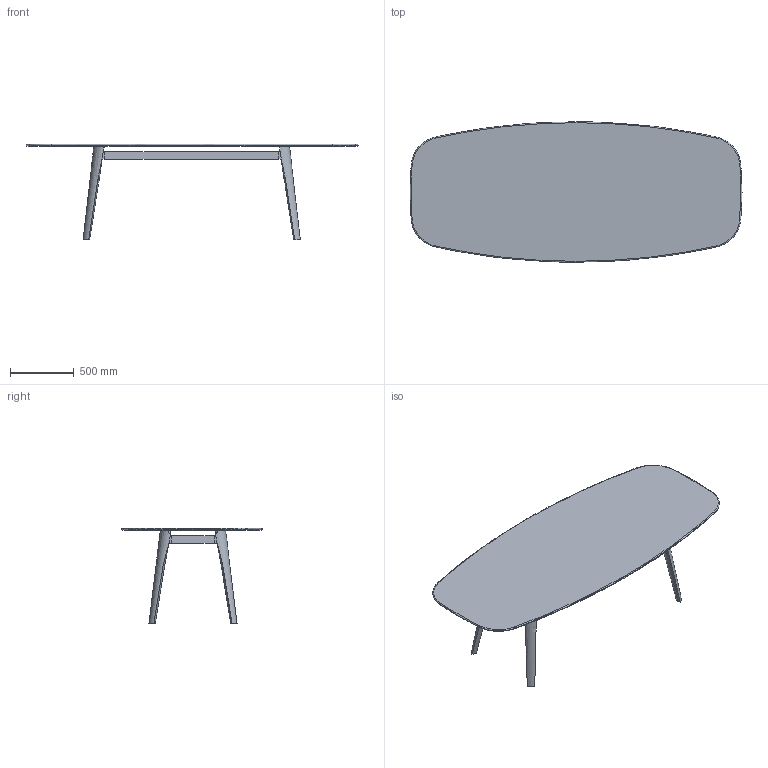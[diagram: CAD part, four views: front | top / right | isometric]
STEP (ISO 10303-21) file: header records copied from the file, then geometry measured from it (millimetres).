
FILE_DESCRIPTION(/* description */ (''),/* implementation_level */ '2;1');
FILE_NAME(/* name */ 'MAGMA_~1',/* time_stamp */ '2018-10-08T11:00:46+02:00',/* author */ (''),/* organization */ (''),/* preprocessor_version */ 'ST-DEVELOPER v16.5',/* originating_system */ '',/* authorisation */ '');
FILE_SCHEMA (('CONFIG_CONTROL_DESIGN'));
Length unit declared in the file: millimetre
Products named in the file (1): Document
Bounding box: 2600 x 1099.71 x 750 mm (x, y, z)
Volume: 56281718.6 mm3; surface area: 6487997.2 mm2
Topology: 9 solids, 9 shells, 206 faces, 611 edges, 423 vertices
Faces by surface type: bspline 144, plane 62
Entity records: 50215 total; most frequent: CARTESIAN_POINT 46296, ORIENTED_EDGE 1222, EDGE_CURVE 611, B_SPLINE_CURVE_WITH_KNOTS 611, VERTEX_POINT 423, ADVANCED_FACE 206, FACE_OUTER_BOUND 206, EDGE_LOOP 206
